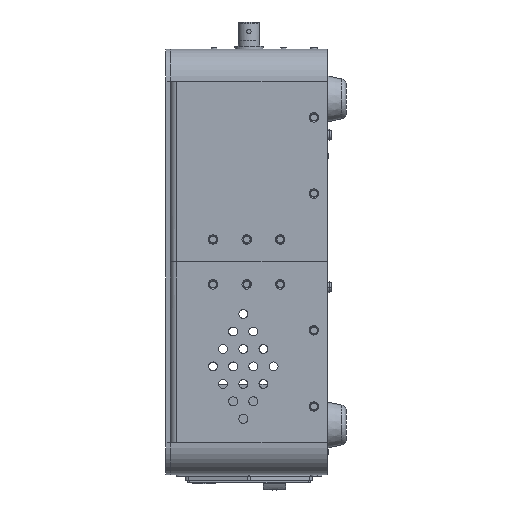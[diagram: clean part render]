
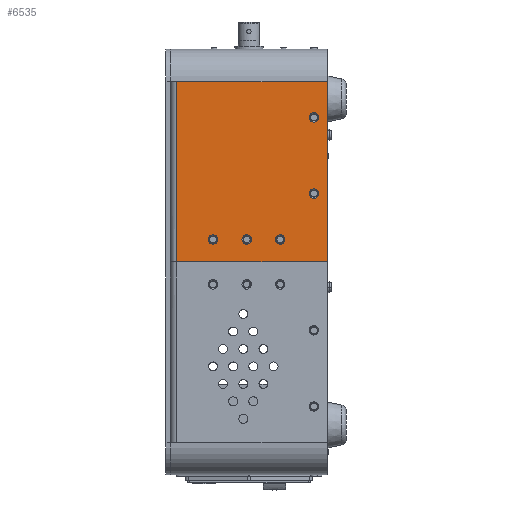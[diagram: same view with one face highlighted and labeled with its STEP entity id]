
A CAD part, left-side view. The second image highlights one B-rep face of the part: STEP entity #6535.
In plain terms, the highlighted planar face has unit normal (-1, 0, 0).
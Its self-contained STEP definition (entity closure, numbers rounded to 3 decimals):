
#697 = ORIENTED_EDGE ( 'NONE', *, *, #20829, .F. ) ;
#698 = ORIENTED_EDGE ( 'NONE', *, *, #28611, .F. ) ;
#699 = ORIENTED_EDGE ( 'NONE', *, *, #20827, .F. ) ;
#700 = ORIENTED_EDGE ( 'NONE', *, *, #36706, .F. ) ;
#701 = ORIENTED_EDGE ( 'NONE', *, *, #20830, .F. ) ;
#702 = ORIENTED_EDGE ( 'NONE', *, *, #28607, .F. ) ;
#703 = ORIENTED_EDGE ( 'NONE', *, *, #20825, .F. ) ;
#704 = ORIENTED_EDGE ( 'NONE', *, *, #36710, .F. ) ;
#705 = ORIENTED_EDGE ( 'NONE', *, *, #30817, .F. ) ;
#706 = ORIENTED_EDGE ( 'NONE', *, *, #36717, .F. ) ;
#707 = ORIENTED_EDGE ( 'NONE', *, *, #30802, .T. ) ;
#708 = ORIENTED_EDGE ( 'NONE', *, *, #20831, .F. ) ;
#709 = ORIENTED_EDGE ( 'NONE', *, *, #20832, .F. ) ;
#710 = ORIENTED_EDGE ( 'NONE', *, *, #20833, .F. ) ;
#1874 = AXIS2_PLACEMENT_3D ( 'NONE', #29592, #29593, #29594 ) ;
#1876 = AXIS2_PLACEMENT_3D ( 'NONE', #29598, #29599, #29600 ) ;
#1878 = AXIS2_PLACEMENT_3D ( 'NONE', #29609, #29611, #29612 ) ;
#1879 = AXIS2_PLACEMENT_3D ( 'NONE', #29618, #29620, #29622 ) ;
#2246 = AXIS2_PLACEMENT_3D ( 'NONE', #9684, #9685, #9686 ) ;
#2248 = AXIS2_PLACEMENT_3D ( 'NONE', #9693, #9694, #9695 ) ;
#2485 = AXIS2_PLACEMENT_3D ( 'NONE', #37433, #37434, #37435 ) ;
#3872 = CIRCLE ( 'NONE', #2246, 2.1 ) ;
#3884 = CIRCLE ( 'NONE', #2248, 2.1 ) ;
#6535 = ADVANCED_FACE ( 'NONE', ( #23695, #23699, #23696, #23694, #23697, #23700 ), #15945, .F. ) ;
#7006 = VERTEX_POINT ( 'NONE', #33750 ) ;
#7016 = VERTEX_POINT ( 'NONE', #33769 ) ;
#7017 = VERTEX_POINT ( 'NONE', #33771 ) ;
#7028 = VERTEX_POINT ( 'NONE', #33792 ) ;
#7046 = VERTEX_POINT ( 'NONE', #33829 ) ;
#7053 = VERTEX_POINT ( 'NONE', #33847 ) ;
#7055 = VERTEX_POINT ( 'NONE', #33851 ) ;
#7063 = VERTEX_POINT ( 'NONE', #33866 ) ;
#7064 = VERTEX_POINT ( 'NONE', #33867 ) ;
#7066 = VERTEX_POINT ( 'NONE', #33872 ) ;
#9684 = CARTESIAN_POINT ( 'NONE',  ( -269.268, -23.868, 118.525 ) ) ;
#9685 = DIRECTION ( 'NONE',  ( -1., 0., 0. ) ) ;
#9686 = DIRECTION ( 'NONE',  ( 0., 0., 1. ) ) ;
#9693 = CARTESIAN_POINT ( 'NONE',  ( -269.268, 6.132, 118.525 ) ) ;
#9694 = DIRECTION ( 'NONE',  ( -1., 0., 0. ) ) ;
#9695 = DIRECTION ( 'NONE',  ( 0., 0., 1. ) ) ;
#13591 = CARTESIAN_POINT ( 'NONE',  ( -269.268, -44.868, 189.025 ) ) ;
#13602 = CARTESIAN_POINT ( 'NONE',  ( -269.268, -44.868, 108.525 ) ) ;
#13615 = CARTESIAN_POINT ( 'NONE',  ( -269.268, 22.396, 189.025 ) ) ;
#13617 = CARTESIAN_POINT ( 'NONE',  ( -269.268, 22.396, 108.525 ) ) ;
#13704 = CARTESIAN_POINT ( 'NONE',  ( -269.268, -8.868, 118.525 ) ) ;
#13705 = DIRECTION ( 'NONE',  ( -1., 0., 0. ) ) ;
#13706 = DIRECTION ( 'NONE',  ( 0., 0., 1. ) ) ;
#13715 = CARTESIAN_POINT ( 'NONE',  ( -269.268, -38.868, 139.025 ) ) ;
#13716 = DIRECTION ( 'NONE',  ( -1., 0., 0. ) ) ;
#13717 = DIRECTION ( 'NONE',  ( 0., 0., 1. ) ) ;
#13732 = CARTESIAN_POINT ( 'NONE',  ( -269.268, -38.868, 173.025 ) ) ;
#13733 = DIRECTION ( 'NONE',  ( -1., 0., 0. ) ) ;
#13734 = DIRECTION ( 'NONE',  ( 0., 0., 1. ) ) ;
#15945 = PLANE ( 'NONE',  #21157 ) ;
#15953 = CARTESIAN_POINT ( 'NONE',  ( -269.268, -44.868, 201.525 ) ) ;
#15954 = DIRECTION ( 'NONE',  ( 1., 0., 0. ) ) ;
#15955 = DIRECTION ( 'NONE',  ( 0., 0., -1. ) ) ;
#19617 = AXIS2_PLACEMENT_3D ( 'NONE', #13704, #13705, #13706 ) ;
#19619 = AXIS2_PLACEMENT_3D ( 'NONE', #13715, #13716, #13717 ) ;
#19622 = AXIS2_PLACEMENT_3D ( 'NONE', #13732, #13733, #13734 ) ;
#20825 = EDGE_CURVE ( 'NONE', #7063, #7066, #39258, .T. ) ;
#20827 = EDGE_CURVE ( 'NONE', #7053, #7055, #39261, .T. ) ;
#20829 = EDGE_CURVE ( 'NONE', #7028, #7064, #39264, .T. ) ;
#20830 = EDGE_CURVE ( 'NONE', #7016, #7046, #39273, .T. ) ;
#20831 = EDGE_CURVE ( 'NONE', #33149, #33160, #39269, .T. ) ;
#20832 = EDGE_CURVE ( 'NONE', #33126, #33149, #39276, .T. ) ;
#20833 = EDGE_CURVE ( 'NONE', #33158, #33126, #39279, .T. ) ;
#21157 = AXIS2_PLACEMENT_3D ( 'NONE', #15953, #15954, #15955 ) ;
#23694 = FACE_BOUND ( 'NONE', #36033, .T. ) ;
#23695 = FACE_BOUND ( 'NONE', #35995, .T. ) ;
#23696 = FACE_BOUND ( 'NONE', #35982, .T. ) ;
#23697 = FACE_BOUND ( 'NONE', #36034, .T. ) ;
#23699 = FACE_BOUND ( 'NONE', #36019, .T. ) ;
#23700 = FACE_OUTER_BOUND ( 'NONE', #36015, .T. ) ;
#28607 = EDGE_CURVE ( 'NONE', #7046, #7016, #3872, .T. ) ;
#28611 = EDGE_CURVE ( 'NONE', #7064, #7028, #3884, .T. ) ;
#29592 = CARTESIAN_POINT ( 'NONE',  ( -269.268, -38.868, 139.025 ) ) ;
#29593 = DIRECTION ( 'NONE',  ( -1., 0., 0. ) ) ;
#29594 = DIRECTION ( 'NONE',  ( 0., 0., 1. ) ) ;
#29598 = CARTESIAN_POINT ( 'NONE',  ( -269.268, -8.868, 118.525 ) ) ;
#29599 = DIRECTION ( 'NONE',  ( -1., 0., 0. ) ) ;
#29600 = DIRECTION ( 'NONE',  ( 0., 0., 1. ) ) ;
#29601 = CARTESIAN_POINT ( 'NONE',  ( -269.268, -44.868, 189.025 ) ) ;
#29606 = DIRECTION ( 'NONE',  ( 0., 1., 0. ) ) ;
#29609 = CARTESIAN_POINT ( 'NONE',  ( -269.268, 6.132, 118.525 ) ) ;
#29611 = DIRECTION ( 'NONE',  ( -1., 0., 0. ) ) ;
#29612 = DIRECTION ( 'NONE',  ( 0., 0., 1. ) ) ;
#29614 = CARTESIAN_POINT ( 'NONE',  ( -269.268, -44.868, 201.525 ) ) ;
#29616 = CARTESIAN_POINT ( 'NONE',  ( -269.268, -44.868, 108.525 ) ) ;
#29618 = CARTESIAN_POINT ( 'NONE',  ( -269.268, -23.868, 118.525 ) ) ;
#29620 = DIRECTION ( 'NONE',  ( -1., 0., 0. ) ) ;
#29622 = DIRECTION ( 'NONE',  ( 0., 0., 1. ) ) ;
#29624 = DIRECTION ( 'NONE',  ( 0., 0., -1. ) ) ;
#29628 = DIRECTION ( 'NONE',  ( 0., -1., 0. ) ) ;
#30162 = LINE ( 'NONE', #37403, #30168 ) ;
#30168 = VECTOR ( 'NONE', #37404, 1000. ) ;
#30182 = CIRCLE ( 'NONE', #2485, 2.1 ) ;
#30741 = CIRCLE ( 'NONE', #19617, 2.1 ) ;
#30746 = CIRCLE ( 'NONE', #19619, 2.1 ) ;
#30757 = CIRCLE ( 'NONE', #19622, 2.1 ) ;
#30802 = EDGE_CURVE ( 'NONE', #33158, #33160, #30162, .T. ) ;
#30817 = EDGE_CURVE ( 'NONE', #7006, #7017, #30182, .T. ) ;
#33126 = VERTEX_POINT ( 'NONE', #13591 ) ;
#33149 = VERTEX_POINT ( 'NONE', #13602 ) ;
#33158 = VERTEX_POINT ( 'NONE', #13615 ) ;
#33160 = VERTEX_POINT ( 'NONE', #13617 ) ;
#33750 = CARTESIAN_POINT ( 'NONE',  ( -269.268, -38.868, 175.125 ) ) ;
#33769 = CARTESIAN_POINT ( 'NONE',  ( -269.268, -23.868, 120.625 ) ) ;
#33771 = CARTESIAN_POINT ( 'NONE',  ( -269.268, -38.868, 170.925 ) ) ;
#33792 = CARTESIAN_POINT ( 'NONE',  ( -269.268, 6.132, 120.625 ) ) ;
#33829 = CARTESIAN_POINT ( 'NONE',  ( -269.268, -23.868, 116.425 ) ) ;
#33847 = CARTESIAN_POINT ( 'NONE',  ( -269.268, -8.868, 120.625 ) ) ;
#33851 = CARTESIAN_POINT ( 'NONE',  ( -269.268, -8.868, 116.425 ) ) ;
#33866 = CARTESIAN_POINT ( 'NONE',  ( -269.268, -38.868, 141.125 ) ) ;
#33867 = CARTESIAN_POINT ( 'NONE',  ( -269.268, 6.132, 116.425 ) ) ;
#33872 = CARTESIAN_POINT ( 'NONE',  ( -269.268, -38.868, 136.925 ) ) ;
#35982 = EDGE_LOOP ( 'NONE', ( #701, #702 ) ) ;
#35995 = EDGE_LOOP ( 'NONE', ( #697, #698 ) ) ;
#36015 = EDGE_LOOP ( 'NONE', ( #707, #708, #709, #710 ) ) ;
#36019 = EDGE_LOOP ( 'NONE', ( #699, #700 ) ) ;
#36033 = EDGE_LOOP ( 'NONE', ( #703, #704 ) ) ;
#36034 = EDGE_LOOP ( 'NONE', ( #705, #706 ) ) ;
#36706 = EDGE_CURVE ( 'NONE', #7055, #7053, #30741, .T. ) ;
#36710 = EDGE_CURVE ( 'NONE', #7066, #7063, #30746, .T. ) ;
#36717 = EDGE_CURVE ( 'NONE', #7017, #7006, #30757, .T. ) ;
#37403 = CARTESIAN_POINT ( 'NONE',  ( -269.268, 22.396, 189.025 ) ) ;
#37404 = DIRECTION ( 'NONE',  ( 0., 0., -1. ) ) ;
#37433 = CARTESIAN_POINT ( 'NONE',  ( -269.268, -38.868, 173.025 ) ) ;
#37434 = DIRECTION ( 'NONE',  ( -1., 0., 0. ) ) ;
#37435 = DIRECTION ( 'NONE',  ( 0., 0., 1. ) ) ;
#39258 = CIRCLE ( 'NONE', #1874, 2.1 ) ;
#39261 = CIRCLE ( 'NONE', #1876, 2.1 ) ;
#39264 = CIRCLE ( 'NONE', #1878, 2.1 ) ;
#39269 = LINE ( 'NONE', #29616, #39282 ) ;
#39273 = CIRCLE ( 'NONE', #1879, 2.1 ) ;
#39276 = LINE ( 'NONE', #29614, #39284 ) ;
#39279 = LINE ( 'NONE', #29601, #39290 ) ;
#39282 = VECTOR ( 'NONE', #29606, 1000. ) ;
#39284 = VECTOR ( 'NONE', #29624, 1000. ) ;
#39290 = VECTOR ( 'NONE', #29628, 1000. ) ;
